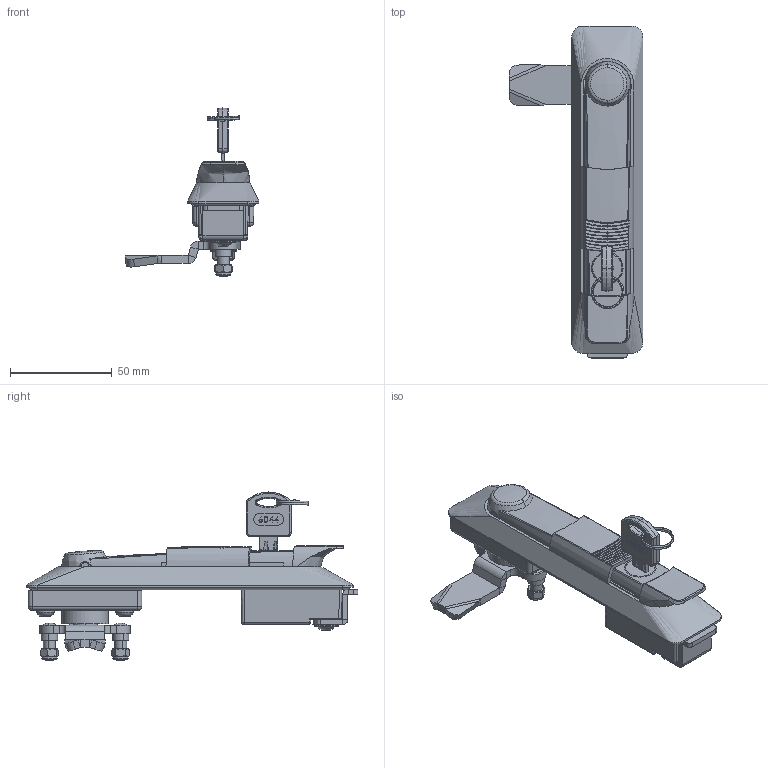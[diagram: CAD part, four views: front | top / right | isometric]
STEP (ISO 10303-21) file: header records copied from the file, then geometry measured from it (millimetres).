
FILE_DESCRIPTION (( 'STEP AP203' ), '1' );
FILE_NAME ('KI01.01.1214.1.STEP', '2022-05-09T10:49:40', ( '' ), ( '' ), 'SwSTEP 2.0', 'SolidWorks 2021', '' );
FILE_SCHEMA (( 'CONFIG_CONTROL_DESIGN' ));
Products named in the file (1): KI01.01.1214.1
Bounding box: 65.78 x 163.2 x 82.66 mm (x, y, z)
Surface area: 42536.9 mm2 (no closed solid volume)
Topology: 0 solids, 37 shells, 749 faces, 2385 edges, 1625 vertices
Faces by surface type: plane 297, bspline 188, cylinder 139, torus 57, cone 53, sphere 15
Entity records: 40867 total; most frequent: CARTESIAN_POINT 22821, ORIENTED_EDGE 3983, DIRECTION 2794, EDGE_CURVE 2384, VERTEX_POINT 1625, B_SPLINE_CURVE_WITH_KNOTS 1021, AXIS2_PLACEMENT_3D 988, VECTOR 818
